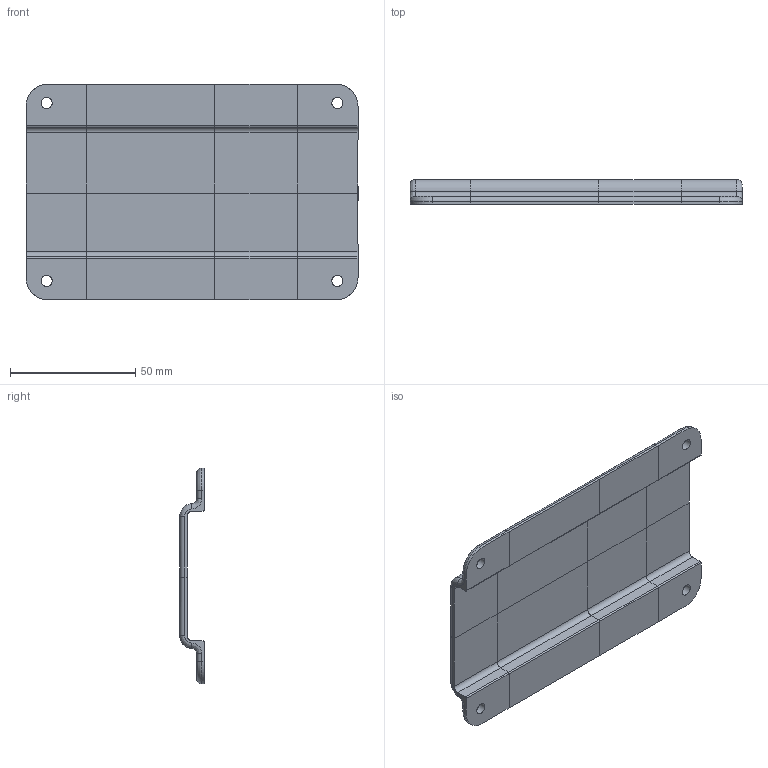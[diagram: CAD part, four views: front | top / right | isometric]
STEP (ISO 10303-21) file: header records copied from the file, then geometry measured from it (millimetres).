
FILE_DESCRIPTION(/* description */ (''),/* implementation_level */ '2;1');
FILE_NAME(/* name */ 'Belt Attachment',/* time_stamp */ '2020-06-15T02:12:17-07:00',/* author */ (''),/* organization */ (''),/* preprocessor_version */ 'ST-DEVELOPER v16.5',/* originating_system */ '',/* authorisation */ '');
FILE_SCHEMA (('CONFIG_CONTROL_DESIGN'));
Length unit declared in the file: millimetre
Products named in the file (1): Document
Bounding box: 132.74 x 9.81 x 86.28 mm (x, y, z)
Volume: 38494.2 mm3; surface area: 26291.5 mm2
Topology: 1 solids, 1 shells, 120 faces, 262 edges, 144 vertices
Faces by surface type: bspline 116, plane 4
Entity records: 3148 total; most frequent: CARTESIAN_POINT 1676, ORIENTED_EDGE 524, EDGE_CURVE 262, VERTEX_POINT 144, EDGE_LOOP 128, ADVANCED_FACE 120, FACE_OUTER_BOUND 120, B_SPLINE_CURVE_WITH_KNOTS 62
